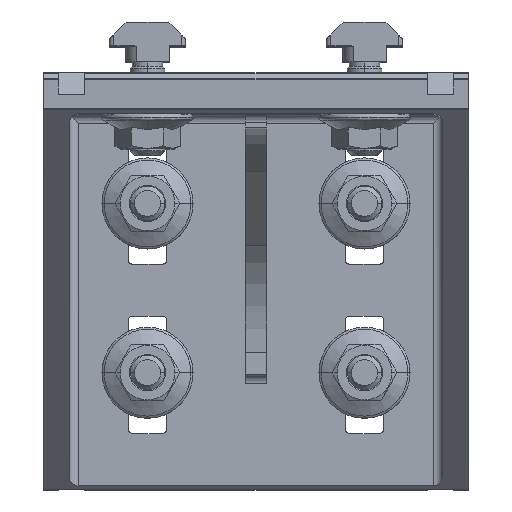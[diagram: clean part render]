
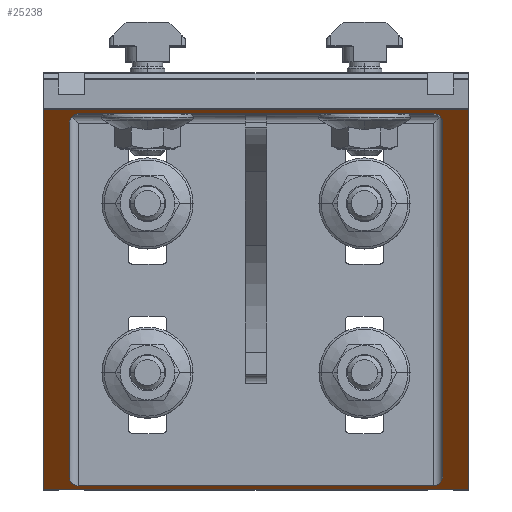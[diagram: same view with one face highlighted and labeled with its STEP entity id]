
A CAD part, top view. The second image highlights one B-rep face of the part: STEP entity #25238.
In plain terms, the highlighted planar face has unit normal (0, -0.707, 0.707).
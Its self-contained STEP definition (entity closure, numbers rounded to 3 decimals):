
#149 = VERTEX_POINT ( 'NONE', #49983 ) ;
#664 = CARTESIAN_POINT ( 'NONE',  ( 42.172, -9.5, 95. ) ) ;
#942 = CARTESIAN_POINT ( 'NONE',  ( -43., -11.5, 93. ) ) ;
#1162 = LINE ( 'NONE', #4802, #16401 ) ;
#1316 = EDGE_CURVE ( 'NONE', #4174, #12404, #1162, .T. ) ;
#2018 = EDGE_CURVE ( 'NONE', #12404, #45022, #47948, .T. ) ;
#2098 = CARTESIAN_POINT ( 'NONE',  ( 41., -9.5, 95. ) ) ;
#2983 = CARTESIAN_POINT ( 'NONE',  ( -43., -93., 11.5 ) ) ;
#3799 = EDGE_CURVE ( 'NONE', #23582, #4174, #16204, .T. ) ;
#3837 = ORIENTED_EDGE ( 'NONE', *, *, #37231, .T. ) ;
#4174 = VERTEX_POINT ( 'NONE', #13419 ) ;
#4611 = ORIENTED_EDGE ( 'NONE', *, *, #21110, .T. ) ;
#4725 = DIRECTION ( 'NONE',  ( 0., -0.707, 0.707 ) ) ;
#4802 = CARTESIAN_POINT ( 'NONE',  ( 49., -8.588, 95.912 ) ) ;
#5538 = ORIENTED_EDGE ( 'NONE', *, *, #22897, .F. ) ;
#6790 = VECTOR ( 'NONE', #47619, 1000. ) ;
#7780 = CARTESIAN_POINT ( 'NONE',  ( -41., -95., 9.5 ) ) ;
#8184 = ORIENTED_EDGE ( 'NONE', *, *, #26636, .T. ) ;
#8285 = EDGE_LOOP ( 'NONE', ( #36073, #44337, #9724, #31794 ) ) ;
#8635 = EDGE_CURVE ( 'NONE', #45022, #23582, #12208, .T. ) ;
#9127 = CARTESIAN_POINT ( 'NONE',  ( -41., -9.5, 95. ) ) ;
#9353 = DIRECTION ( 'NONE',  ( 0., -0.707, -0.707 ) ) ;
#9724 = ORIENTED_EDGE ( 'NONE', *, *, #1316, .T. ) ;
#10803 =( BOUNDED_CURVE ( )  B_SPLINE_CURVE ( 3, ( #24722, #45063, #48819, #44894 ),
 .UNSPECIFIED., .F., .F. ) 
 B_SPLINE_CURVE_WITH_KNOTS ( ( 4, 4 ),
 ( 3.142, 4.712 ),
 .UNSPECIFIED. ) 
 CURVE ( )  GEOMETRIC_REPRESENTATION_ITEM ( )  RATIONAL_B_SPLINE_CURVE ( ( 1., 0.805, 0.805, 1. ) ) 
 REPRESENTATION_ITEM ( '' )  );
#11088 = DIRECTION ( 'NONE',  ( -1., 0., 0. ) ) ;
#12208 = LINE ( 'NONE', #48107, #22964 ) ;
#12350 = EDGE_CURVE ( 'NONE', #149, #20041, #22931, .T. ) ;
#12404 = VERTEX_POINT ( 'NONE', #49860 ) ;
#13036 = LINE ( 'NONE', #16484, #33222 ) ;
#13419 = CARTESIAN_POINT ( 'NONE',  ( 49., -8.588, 95.912 ) ) ;
#13907 = CARTESIAN_POINT ( 'NONE',  ( 43., -11.5, 93. ) ) ;
#14843 = FACE_BOUND ( 'NONE', #43722, .T. ) ;
#15522 = VERTEX_POINT ( 'NONE', #47582 ) ;
#16204 = LINE ( 'NONE', #23336, #36375 ) ;
#16401 = VECTOR ( 'NONE', #28532, 1000. ) ;
#16484 = CARTESIAN_POINT ( 'NONE',  ( -43., -8.5, 96. ) ) ;
#16984 = DIRECTION ( 'NONE',  ( 0., -0.707, -0.707 ) ) ;
#17957 = CARTESIAN_POINT ( 'NONE',  ( -49., -95.912, 8.588 ) ) ;
#18374 = VERTEX_POINT ( 'NONE', #28288 ) ;
#19965 = PLANE ( 'NONE',  #32686 ) ;
#20041 = VERTEX_POINT ( 'NONE', #29213 ) ;
#20085 = VECTOR ( 'NONE', #11088, 1000. ) ;
#20153 = CARTESIAN_POINT ( 'NONE',  ( 43., -93., 11.5 ) ) ;
#20324 = CARTESIAN_POINT ( 'NONE',  ( 49., -8.5, 96. ) ) ;
#20355 = CARTESIAN_POINT ( 'NONE',  ( 43., -11.5, 93. ) ) ;
#20737 = VECTOR ( 'NONE', #9353, 1000. ) ;
#21026 = DIRECTION ( 'NONE',  ( 0., -0.707, -0.707 ) ) ;
#21110 = EDGE_CURVE ( 'NONE', #18374, #15522, #29817, .T. ) ;
#22567 = LINE ( 'NONE', #35292, #20085 ) ;
#22572 = LINE ( 'NONE', #27560, #35819 ) ;
#22897 = EDGE_CURVE ( 'NONE', #38253, #15522, #44103, .T. ) ;
#22931 =( BOUNDED_CURVE ( )  B_SPLINE_CURVE ( 3, ( #20153, #28281, #51307, #42836 ),
 .UNSPECIFIED., .F., .F. ) 
 B_SPLINE_CURVE_WITH_KNOTS ( ( 4, 4 ),
 ( 1.571, 3.142 ),
 .UNSPECIFIED. ) 
 CURVE ( )  GEOMETRIC_REPRESENTATION_ITEM ( )  RATIONAL_B_SPLINE_CURVE ( ( 1., 0.805, 0.805, 1. ) ) 
 REPRESENTATION_ITEM ( '' )  );
#22934 = ORIENTED_EDGE ( 'NONE', *, *, #26980, .T. ) ;
#22964 = VECTOR ( 'NONE', #24035, 1000. ) ;
#23336 = CARTESIAN_POINT ( 'NONE',  ( 49., -8.5, 96. ) ) ;
#23582 = VERTEX_POINT ( 'NONE', #36159 ) ;
#24014 = ORIENTED_EDGE ( 'NONE', *, *, #25269, .T. ) ;
#24035 = DIRECTION ( 'NONE',  ( 1., 0., 0. ) ) ;
#24722 = CARTESIAN_POINT ( 'NONE',  ( -41., -95., 9.5 ) ) ;
#24974 = VERTEX_POINT ( 'NONE', #2983 ) ;
#25238 = ADVANCED_FACE ( 'NONE', ( #26799, #14843 ), #19965, .T. ) ;
#25269 = EDGE_CURVE ( 'NONE', #26611, #24974, #10803, .T. ) ;
#26611 = VERTEX_POINT ( 'NONE', #7780 ) ;
#26636 = EDGE_CURVE ( 'NONE', #39178, #149, #22572, .T. ) ;
#26799 = FACE_OUTER_BOUND ( 'NONE', #8285, .T. ) ;
#26980 = EDGE_CURVE ( 'NONE', #20041, #26611, #22567, .T. ) ;
#27014 = DIRECTION ( 'NONE',  ( 0., 0.707, 0.707 ) ) ;
#27560 = CARTESIAN_POINT ( 'NONE',  ( 43., -8.5, 96. ) ) ;
#28281 = CARTESIAN_POINT ( 'NONE',  ( 43., -94.172, 10.328 ) ) ;
#28288 = CARTESIAN_POINT ( 'NONE',  ( -43., -11.5, 93. ) ) ;
#28532 = DIRECTION ( 'NONE',  ( -1., 0., 0. ) ) ;
#29125 = CARTESIAN_POINT ( 'NONE',  ( -42.172, -9.5, 95. ) ) ;
#29213 = CARTESIAN_POINT ( 'NONE',  ( 41., -95., 9.5 ) ) ;
#29504 = CARTESIAN_POINT ( 'NONE',  ( -49., -8.5, 96. ) ) ;
#29817 =( BOUNDED_CURVE ( )  B_SPLINE_CURVE ( 3, ( #942, #33510, #29125, #9127 ),
 .UNSPECIFIED., .F., .F. ) 
 B_SPLINE_CURVE_WITH_KNOTS ( ( 4, 4 ),
 ( 1.571, 3.142 ),
 .UNSPECIFIED. ) 
 CURVE ( )  GEOMETRIC_REPRESENTATION_ITEM ( )  RATIONAL_B_SPLINE_CURVE ( ( 1., 0.805, 0.805, 1. ) ) 
 REPRESENTATION_ITEM ( '' )  );
#31794 = ORIENTED_EDGE ( 'NONE', *, *, #2018, .T. ) ;
#32537 = EDGE_CURVE ( 'NONE', #38253, #39178, #51037, .T. ) ;
#32686 = AXIS2_PLACEMENT_3D ( 'NONE', #20324, #4725, #21026 ) ;
#32691 = DIRECTION ( 'NONE',  ( 0., 0.707, 0.707 ) ) ;
#33047 = CARTESIAN_POINT ( 'NONE',  ( 41., -9.5, 95. ) ) ;
#33222 = VECTOR ( 'NONE', #32691, 1000. ) ;
#33510 = CARTESIAN_POINT ( 'NONE',  ( -43., -10.328, 94.172 ) ) ;
#34458 = ORIENTED_EDGE ( 'NONE', *, *, #32537, .T. ) ;
#35292 = CARTESIAN_POINT ( 'NONE',  ( 49., -95., 9.5 ) ) ;
#35819 = VECTOR ( 'NONE', #16984, 1000. ) ;
#36073 = ORIENTED_EDGE ( 'NONE', *, *, #8635, .T. ) ;
#36159 = CARTESIAN_POINT ( 'NONE',  ( 49., -95.912, 8.588 ) ) ;
#36375 = VECTOR ( 'NONE', #27014, 1000. ) ;
#36831 = ORIENTED_EDGE ( 'NONE', *, *, #12350, .T. ) ;
#37231 = EDGE_CURVE ( 'NONE', #24974, #18374, #13036, .T. ) ;
#38253 = VERTEX_POINT ( 'NONE', #2098 ) ;
#39178 = VERTEX_POINT ( 'NONE', #13907 ) ;
#40465 = CARTESIAN_POINT ( 'NONE',  ( 43., -10.328, 94.172 ) ) ;
#42836 = CARTESIAN_POINT ( 'NONE',  ( 41., -95., 9.5 ) ) ;
#43722 = EDGE_LOOP ( 'NONE', ( #22934, #24014, #3837, #4611, #5538, #34458, #8184, #36831 ) ) ;
#44103 = LINE ( 'NONE', #51897, #6790 ) ;
#44337 = ORIENTED_EDGE ( 'NONE', *, *, #3799, .T. ) ;
#44894 = CARTESIAN_POINT ( 'NONE',  ( -43., -93., 11.5 ) ) ;
#45022 = VERTEX_POINT ( 'NONE', #17957 ) ;
#45063 = CARTESIAN_POINT ( 'NONE',  ( -42.172, -95., 9.5 ) ) ;
#47582 = CARTESIAN_POINT ( 'NONE',  ( -41., -9.5, 95. ) ) ;
#47619 = DIRECTION ( 'NONE',  ( -1., 0., 0. ) ) ;
#47948 = LINE ( 'NONE', #29504, #20737 ) ;
#48107 = CARTESIAN_POINT ( 'NONE',  ( 49., -95.912, 8.588 ) ) ;
#48819 = CARTESIAN_POINT ( 'NONE',  ( -43., -94.172, 10.328 ) ) ;
#49860 = CARTESIAN_POINT ( 'NONE',  ( -49., -8.588, 95.912 ) ) ;
#49983 = CARTESIAN_POINT ( 'NONE',  ( 43., -93., 11.5 ) ) ;
#51037 =( BOUNDED_CURVE ( )  B_SPLINE_CURVE ( 3, ( #33047, #664, #40465, #20355 ),
 .UNSPECIFIED., .F., .F. ) 
 B_SPLINE_CURVE_WITH_KNOTS ( ( 4, 4 ),
 ( 3.142, 4.712 ),
 .UNSPECIFIED. ) 
 CURVE ( )  GEOMETRIC_REPRESENTATION_ITEM ( )  RATIONAL_B_SPLINE_CURVE ( ( 1., 0.805, 0.805, 1. ) ) 
 REPRESENTATION_ITEM ( '' )  );
#51307 = CARTESIAN_POINT ( 'NONE',  ( 42.172, -95., 9.5 ) ) ;
#51897 = CARTESIAN_POINT ( 'NONE',  ( 0., -9.5, 95. ) ) ;
